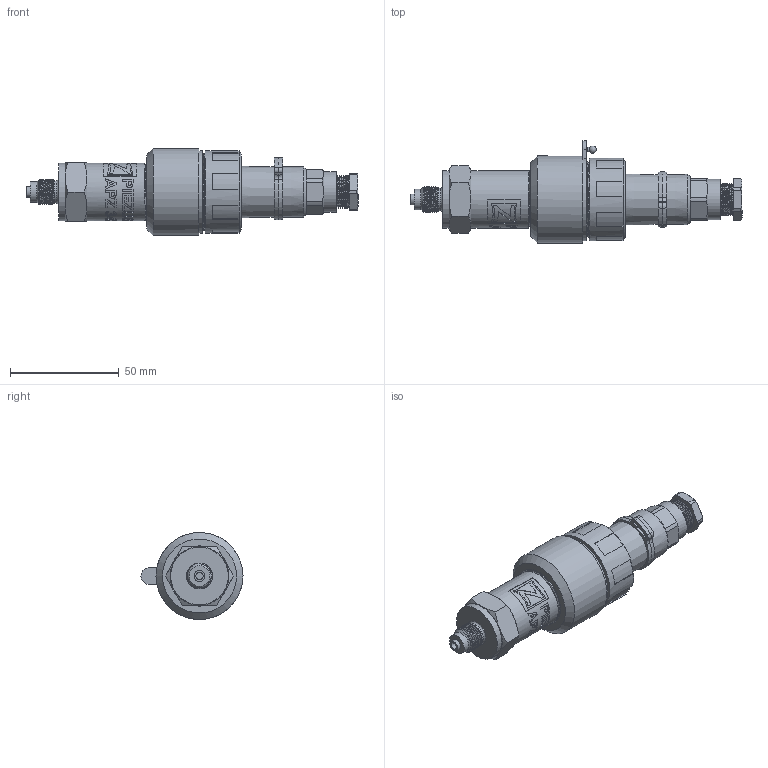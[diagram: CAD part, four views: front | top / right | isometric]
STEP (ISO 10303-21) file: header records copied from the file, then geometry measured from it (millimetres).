
FILE_DESCRIPTION(/* description */ (''),/* implementation_level */ '2;1');
FILE_NAME(/* name */ 'APZ3420_10_Buccaneer.step',/* time_stamp */ '2021-06-25T11:43:01+03:00',/* author */ (''),/* organization */ (''),/* preprocessor_version */ 'ST-DEVELOPER v18.1',/* originating_system */ 'Autodesk Translation Framework v10.9.0.1377',/* authorisation */ '');
FILE_SCHEMA (('AUTOMOTIVE_DESIGN { 1 0 10303 214 3 1 1 }'));
Products named in the file (9): АПЗ 3420 в.2; M12x1 EN; Bucaneer assembly v5; Bucaneer female v5; px0736-s; px0736-s_2; Bucaneer male v11; px0735-p; px0735-p_1
Assembly tree (8 placements, depth 5):
  АПЗ 3420 в.2
    M12x1 EN
    Bucaneer assembly v5
      Bucaneer female v5
        px0736-s
          px0736-s_2
      Bucaneer male v11
        px0735-p
          px0735-p_1
Bounding box: 152.59 x 46.89 x 40 mm (x, y, z)
Volume: 75579.7 mm3; surface area: 47729.7 mm2
Topology: 13 solids, 17 shells, 1678 faces, 4628 edges, 3043 vertices
Faces by surface type: plane 1011, bspline 281, cylinder 237, cone 124, torus 14, sphere 11
Full cylindrical faces by diameter (mm): 2.03 x1, 2.413 x4, 2.439 x6, 2.459 x2, 2.464 x2, 2.87 x4, 3 x4, 3.3 x1, 3.302 x6, 3.734 x2, 4.1 x6, 4.19 x2, 4.47 x2, 5 x1, 8.255 x1, 9.5 x1, 9.53 x2, 10.5 x1, 10.741 x7, 11.884 x7, 11.938 x1, 12.09 x1, 13.716 x1, 13.741 x5, 14.021 x1, 14.884 x6, 15.062 x9, 16.61 x1, 17 x1, 18 x1
Entity records: 87473 total; most frequent: CARTESIAN_POINT 46644, ORIENTED_EDGE 9230, DIRECTION 7123, EDGE_CURVE 4615, VERTEX_POINT 3043, LINE 2961, VECTOR 2961, AXIS2_PLACEMENT_3D 2081
